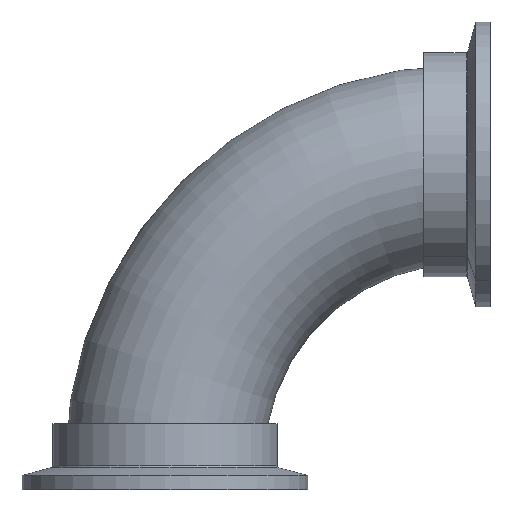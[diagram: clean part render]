
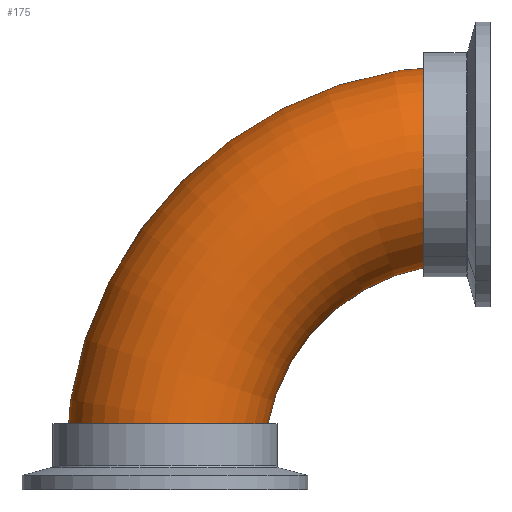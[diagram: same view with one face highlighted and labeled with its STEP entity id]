
A CAD part, front view. The second image highlights one B-rep face of the part: STEP entity #175.
In plain terms, the highlighted toroidal (fillet/blend) face has major radius 57.15 mm and minor radius 19.05 mm.
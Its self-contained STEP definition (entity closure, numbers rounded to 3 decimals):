
#1 = DIRECTION ( 'NONE',  ( 0., 0., -1. ) ) ;
#7 = DIRECTION ( 'NONE',  ( -1., 0., 0. ) ) ;
#16 = TOROIDAL_SURFACE ( 'NONE', #603, 57.15, 19.05 ) ;
#77 = CIRCLE ( 'NONE', #693, 19.05 ) ;
#94 = EDGE_CURVE ( 'NONE', #528, #304, #160, .T. ) ;
#98 = CIRCLE ( 'NONE', #737, 76.2 ) ;
#100 = VERTEX_POINT ( 'NONE', #365 ) ;
#140 = DIRECTION ( 'NONE',  ( 0., 0., -1. ) ) ;
#148 = ORIENTED_EDGE ( 'NONE', *, *, #255, .T. ) ;
#160 = CIRCLE ( 'NONE', #351, 19.05 ) ;
#175 = ADVANCED_FACE ( 'NONE', ( #177 ), #16, .T. ) ;
#177 = FACE_OUTER_BOUND ( 'NONE', #780, .T. ) ;
#189 = DIRECTION ( 'NONE',  ( 0., 0., -1. ) ) ;
#201 = CIRCLE ( 'NONE', #606, 38.1 ) ;
#229 = EDGE_CURVE ( 'NONE', #100, #528, #98, .T. ) ;
#247 = DIRECTION ( 'NONE',  ( 0., 0., -1. ) ) ;
#255 = EDGE_CURVE ( 'NONE', #747, #304, #201, .T. ) ;
#304 = VERTEX_POINT ( 'NONE', #683 ) ;
#310 = EDGE_CURVE ( 'NONE', #100, #747, #77, .T. ) ;
#351 = AXIS2_PLACEMENT_3D ( 'NONE', #790, #753, #670 ) ;
#365 = CARTESIAN_POINT ( 'NONE',  ( 5.309, 19.05, 0. ) ) ;
#383 = ORIENTED_EDGE ( 'NONE', *, *, #94, .F. ) ;
#407 = CARTESIAN_POINT ( 'NONE',  ( 81.509, -57.15, 0. ) ) ;
#436 = CARTESIAN_POINT ( 'NONE',  ( 5.309, 0., 0. ) ) ;
#470 = CARTESIAN_POINT ( 'NONE',  ( 5.309, -57.15, 0. ) ) ;
#498 = CARTESIAN_POINT ( 'NONE',  ( 5.309, -57.15, 0. ) ) ;
#519 = ORIENTED_EDGE ( 'NONE', *, *, #310, .T. ) ;
#528 = VERTEX_POINT ( 'NONE', #407 ) ;
#549 = DIRECTION ( 'NONE',  ( 1., 0., 0. ) ) ;
#603 = AXIS2_PLACEMENT_3D ( 'NONE', #470, #1, #663 ) ;
#606 = AXIS2_PLACEMENT_3D ( 'NONE', #498, #247, #7 ) ;
#663 = DIRECTION ( 'NONE',  ( -1., 0., 0. ) ) ;
#670 = DIRECTION ( 'NONE',  ( 0., 0., -1. ) ) ;
#682 = CARTESIAN_POINT ( 'NONE',  ( 5.309, -19.05, 0. ) ) ;
#683 = CARTESIAN_POINT ( 'NONE',  ( 43.409, -57.15, 0. ) ) ;
#688 = DIRECTION ( 'NONE',  ( -1., 0., 0. ) ) ;
#693 = AXIS2_PLACEMENT_3D ( 'NONE', #436, #549, #140 ) ;
#737 = AXIS2_PLACEMENT_3D ( 'NONE', #751, #189, #688 ) ;
#747 = VERTEX_POINT ( 'NONE', #682 ) ;
#751 = CARTESIAN_POINT ( 'NONE',  ( 5.309, -57.15, 0. ) ) ;
#753 = DIRECTION ( 'NONE',  ( 0., -1., 0. ) ) ;
#759 = ORIENTED_EDGE ( 'NONE', *, *, #229, .F. ) ;
#780 = EDGE_LOOP ( 'NONE', ( #759, #519, #148, #383 ) ) ;
#790 = CARTESIAN_POINT ( 'NONE',  ( 62.459, -57.15, 0. ) ) ;
